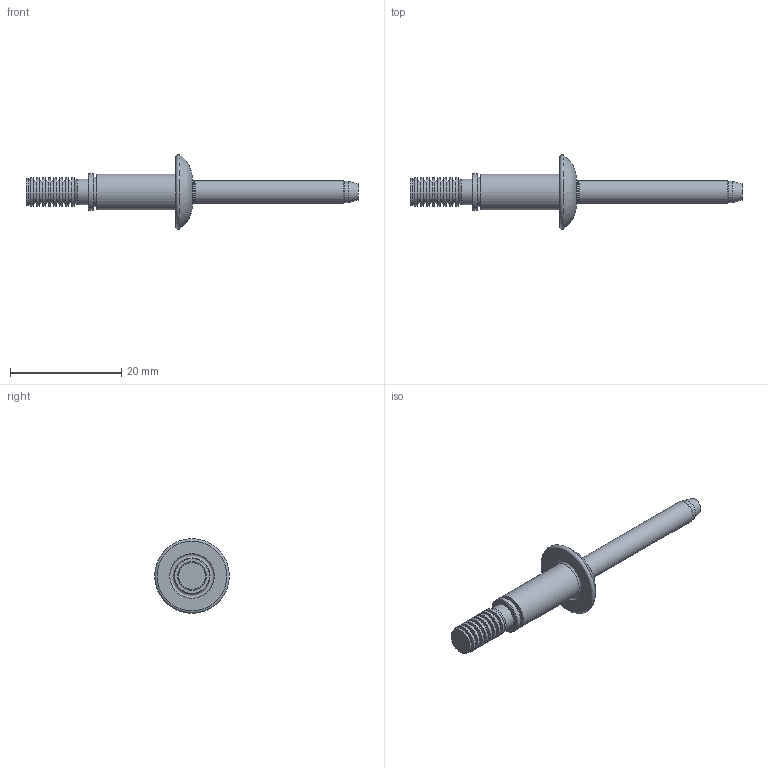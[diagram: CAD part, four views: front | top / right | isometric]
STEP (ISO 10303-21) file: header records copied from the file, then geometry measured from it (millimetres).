
FILE_DESCRIPTION (( 'STEP AP203' ), '1' );
FILE_NAME ('HKLP-R8-6.STEP', '2024-04-02T15:57:22', ( '' ), ( '' ), 'SwSTEP 2.0', 'SolidWorks 2020', '' );
FILE_SCHEMA (( 'CONFIG_CONTROL_DESIGN' ));
Length unit declared in the file: inch
Products named in the file (1): HKLP-R8-6
Bounding box: 59.79 x 13.46 x 13.46 mm (x, y, z)
Volume: 1397.7 mm3; surface area: 1357.2 mm2
Topology: 1 solids, 1 shells, 57 faces, 90 edges, 56 vertices
Faces by surface type: cylinder 23, plane 23, cone 8, torus 3
Full cylindrical faces by diameter (mm): 3.861 x1, 3.963 x1, 3.985 x7, 4.115 x1, 4.674 x1, 4.833 x1, 5.159 x8, 5.271 x1, 6.477 x1, 6.49 x1
Entity records: 1213 total; most frequent: DIRECTION 228, CARTESIAN_POINT 170, AXIS2_PLACEMENT_3D 114, EDGE_LOOP 112, ORIENTED_EDGE 112, FACE_OUTER_BOUND 83, ADVANCED_FACE 57, EDGE_CURVE 56
